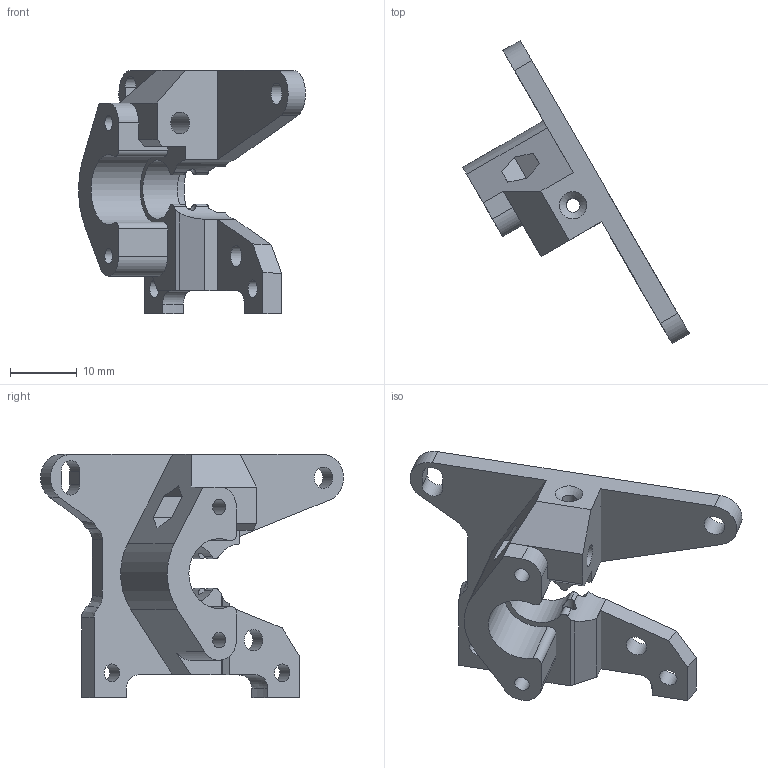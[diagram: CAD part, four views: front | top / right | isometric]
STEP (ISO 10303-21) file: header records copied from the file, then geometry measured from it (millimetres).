
FILE_DESCRIPTION(/* description */ (''),/* implementation_level */ '2;1');
FILE_NAME(/* name */ 'mrac1 extruder on smart effector v27.step',/* time_stamp */ '2021-03-06T12:27:08-05:00',/* author */ (''),/* organization */ (''),/* preprocessor_version */ 'ST-DEVELOPER v18.1',/* originating_system */ 'Autodesk Translation Framework v9.10.0.1330',/* authorisation */ '');
FILE_SCHEMA (('AUTOMOTIVE_DESIGN { 1 0 10303 214 3 1 1 }'));
Length unit declared in the file: millimetre
Products named in the file (1): mrac1 extruder on smart effector
Bounding box: 34.05 x 45.51 x 36.5 mm (x, y, z)
Volume: 6014.7 mm3; surface area: 4514.3 mm2
Topology: 1 solids, 1 shells, 91 faces, 259 edges, 172 vertices
Faces by surface type: plane 50, cylinder 32, bspline 4, cone 3, torus 2
Full cylindrical faces by diameter (mm): 2.1 x2, 2.3 x2, 2.7 x2, 3.2 x2, 3.3 x1, 4.1 x1
Entity records: 3456 total; most frequent: CARTESIAN_POINT 1036, ORIENTED_EDGE 518, DIRECTION 469, EDGE_CURVE 259, VERTEX_POINT 172, LINE 157, VECTOR 157, AXIS2_PLACEMENT_3D 156
